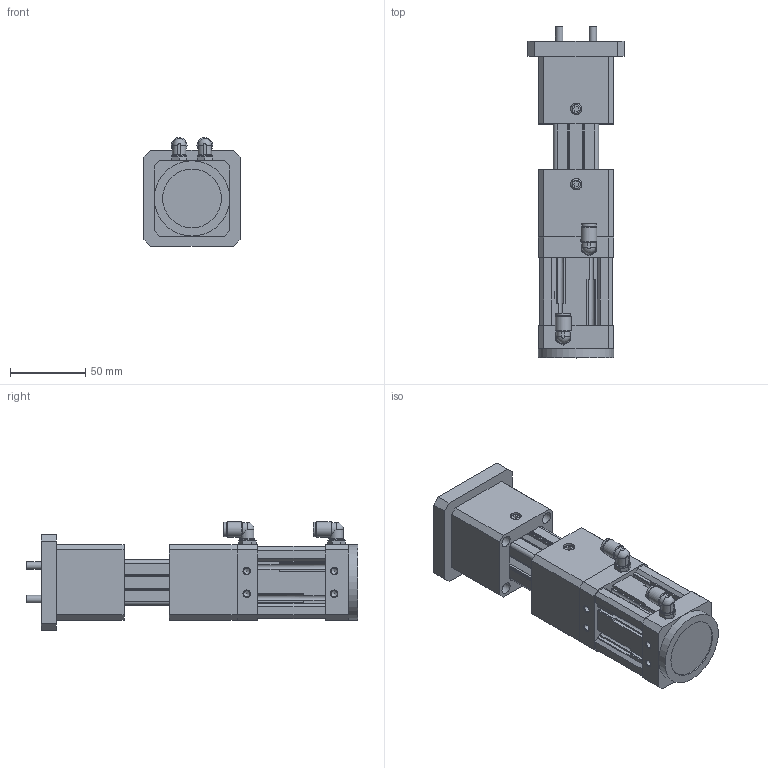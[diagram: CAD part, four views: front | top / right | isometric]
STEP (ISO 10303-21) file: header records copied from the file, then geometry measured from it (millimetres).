
FILE_DESCRIPTION(/* description */ (''),/* implementation_level */ '2;1');
FILE_NAME(/* name */ 'Assembly_SMC_EE.stp',/* time_stamp */ '2022-09-28T07:18:06+01:00',/* author */ ('romanp'),/* organization */ (''),/* preprocessor_version */ 'ST-DEVELOPER v19',/* originating_system */ 'Autodesk Inventor 2023',/* authorisation */ '');
FILE_SCHEMA (('AUTOMOTIVE_DESIGN { 1 0 10303 214 3 1 1 }'));
Length unit declared in the file: millimetre
Products named in the file (14): Assembly2; Part_1_new_a_magnetic; ITEM30x30x100; MHM-32D1-X6400(0); _MHM-A3201-1-X6400_DAMPER; _MHM-32D1-X6400(0)_BODY; hex_socket_cylindrical_head_M4x10; hex_socket_cylindrical_head_M5x20; hex_socket_cylindrical_head_M5x25; m4 lock nut; hex_socket_cylindrical_head_M4x20; KQ2L06-01N; Part1_b; Part1
Assembly tree (29 placements, depth 3):
  Assembly2
    Part_1_new_a_magnetic
    hex_socket_cylindrical_head_M5x25  x4
    hex_socket_cylindrical_head_M4x10  x4
    hex_socket_cylindrical_head_M4x20  x4
    m4 lock nut  x4
    ITEM30x30x100
    MHM-32D1-X6400(0)
      _MHM-A3201-1-X6400_DAMPER
      _MHM-32D1-X6400(0)_BODY
    hex_socket_cylindrical_head_M5x20  x4
    KQ2L06-01N  x2
    Part1_b
    Part1
Bounding box: 63.77 x 220.2 x 72.27 mm (x, y, z)
Volume: 381085.6 mm3; surface area: 130655.6 mm2
Topology: 28 solids, 28 shells, 923 faces, 2318 edges, 1524 vertices
Faces by surface type: plane 573, cylinder 214, torus 64, cone 62, bspline 8, sphere 2
Full cylindrical faces by diameter (mm): 3.3 x8, 4 x16, 4.1 x12, 4.134 x12, 5 x9, 5.1 x11, 6 x2, 6.8 x2, 7 x8, 7.5 x4, 7.6 x4, 8 x4, 8.5 x12, 8.566 x2, 8.6 x4, 9.7 x2, 10 x2, 10.38 x2, 18 x3, 39 x2, 50 x1
Entity records: 21333 total; most frequent: CARTESIAN_POINT 5063, DIRECTION 3264, ORIENTED_EDGE 3206, EDGE_CURVE 1603, LINE 1134, VECTOR 1134, VERTEX_POINT 1068, AXIS2_PLACEMENT_3D 1065
